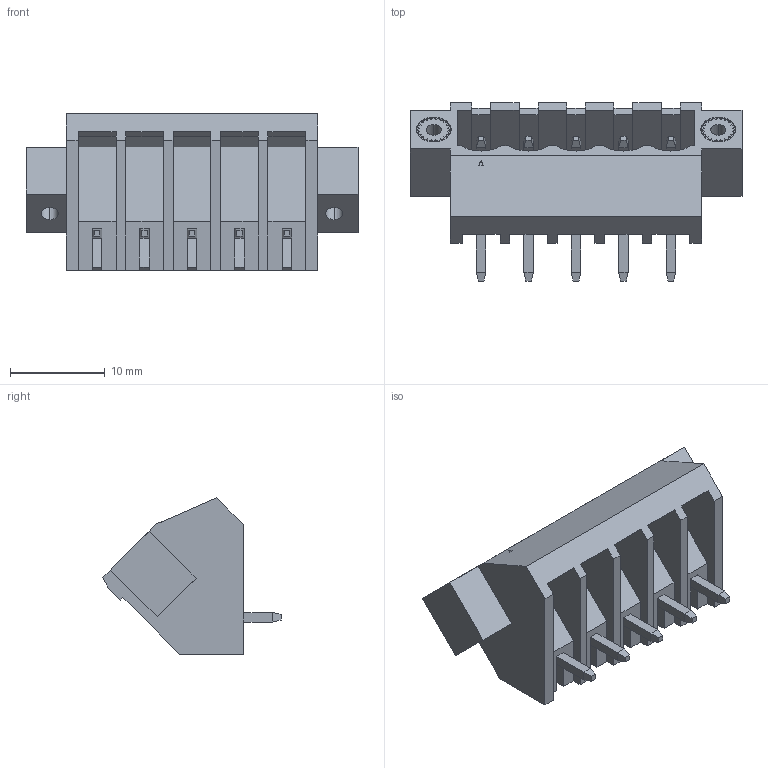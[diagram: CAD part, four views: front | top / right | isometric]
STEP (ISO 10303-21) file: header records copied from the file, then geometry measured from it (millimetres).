
FILE_DESCRIPTION (( 'STEP AP214' ), '1' );
FILE_NAME ('2EDGLM-5.0-05P-14-00AH.STEP', '2021-03-06T23:51:21', ( '' ), ( '' ), 'SwSTEP 2.0', 'SolidWorks 2020', '' );
FILE_SCHEMA (( 'AUTOMOTIVE_DESIGN' ));
Length unit declared in the file: millimetre
Products named in the file (1): 2EDGLM-5.0-05P-14-00AH
Bounding box: 35 x 18.8 x 16.5 mm (x, y, z)
Volume: 2300.1 mm3; surface area: 3996.2 mm2
Topology: 1 solids, 1 shells, 825 faces, 2211 edges, 1433 vertices
Faces by surface type: plane 621, bspline 138, cylinder 42, cone 14, torus 10
Entity records: 38145 total; most frequent: CARTESIAN_POINT 12830, ORIENTED_EDGE 4422, DIRECTION 3415, EDGE_CURVE 2211, LINE 1651, VECTOR 1651, VERTEX_POINT 1433, AXIS2_PLACEMENT_3D 882
